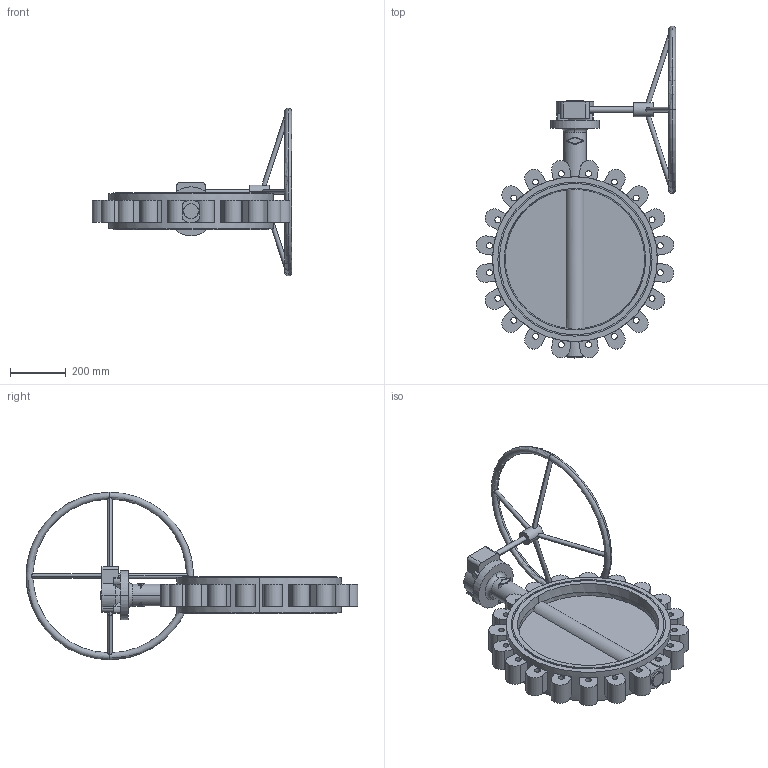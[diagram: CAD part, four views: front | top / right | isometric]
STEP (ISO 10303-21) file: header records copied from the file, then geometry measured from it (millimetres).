
FILE_DESCRIPTION( ( '' ), '1' );
FILE_NAME( 'c000005658.stp', '2015-06-02T12:18:43', ( '' ), ( '' ), ' ', ' ', ' ' );
FILE_SCHEMA( ( 'CONFIG_CONTROL_DESIGN' ) );
Length unit declared in the file: millimetre
Products named in the file (2): 1; 2
Bounding box: 714.46 x 1189 x 600 mm (x, y, z)
Volume: 25645444 mm3; surface area: 1736266.3 mm2
Topology: 2 solids, 2 shells, 340 faces, 901 edges, 598 vertices
Faces by surface type: plane 186, cylinder 136, cone 10, torus 8
Entity records: 12351 total; most frequent: CARTESIAN_POINT 3523, DIRECTION 1851, ORIENTED_EDGE 1802, EDGE_CURVE 901, AXIS2_PLACEMENT_3D 681, VERTEX_POINT 598, LINE 489, VECTOR 489
